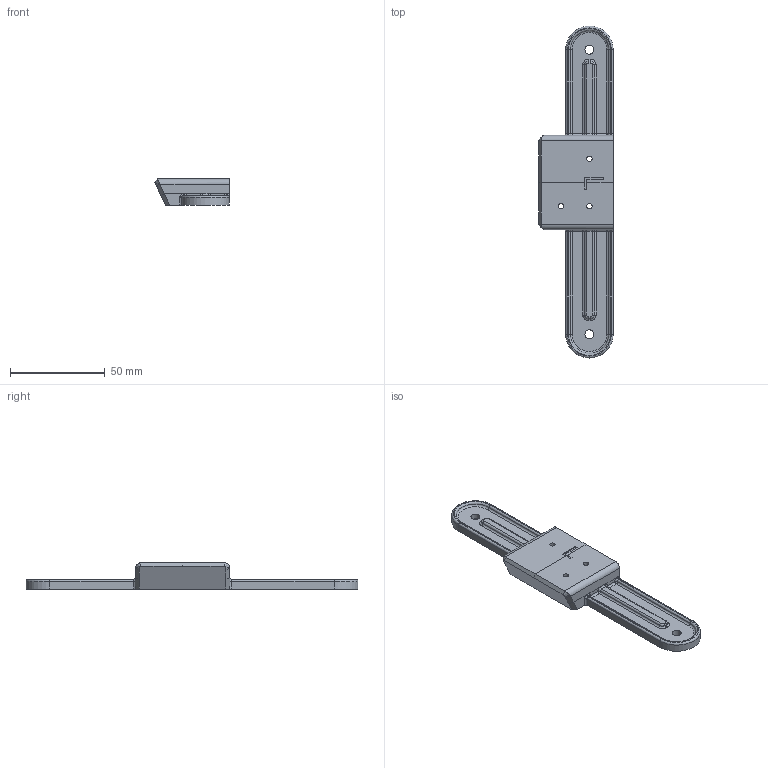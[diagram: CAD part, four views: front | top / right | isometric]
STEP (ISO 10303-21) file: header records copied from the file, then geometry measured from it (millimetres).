
FILE_DESCRIPTION(/* description */ (''),/* implementation_level */ '2;1');
FILE_NAME(/* name */ 'Left Mount.step',/* time_stamp */ '2022-11-06T01:20:52-05:00',/* author */ (''),/* organization */ (''),/* preprocessor_version */ 'ST-DEVELOPER v19.2',/* originating_system */ 'Autodesk Translation Framework v11.17.0.187',/* authorisation */ '');
FILE_SCHEMA (('AUTOMOTIVE_DESIGN { 1 0 10303 214 3 1 1 }'));
Length unit declared in the file: millimetre
Products named in the file (1): Left Mount
Bounding box: 39.15 x 175 x 13.85 mm (x, y, z)
Volume: 35766.5 mm3; surface area: 13813.4 mm2
Topology: 1 solids, 1 shells, 122 faces, 284 edges, 164 vertices
Faces by surface type: cylinder 48, plane 36, torus 22, bspline 8, sphere 8
Full cylindrical faces by diameter (mm): 2.8 x6, 4.72 x2
Entity records: 3593 total; most frequent: CARTESIAN_POINT 721, DIRECTION 635, ORIENTED_EDGE 568, EDGE_CURVE 284, AXIS2_PLACEMENT_3D 246, VERTEX_POINT 164, LINE 143, VECTOR 143
